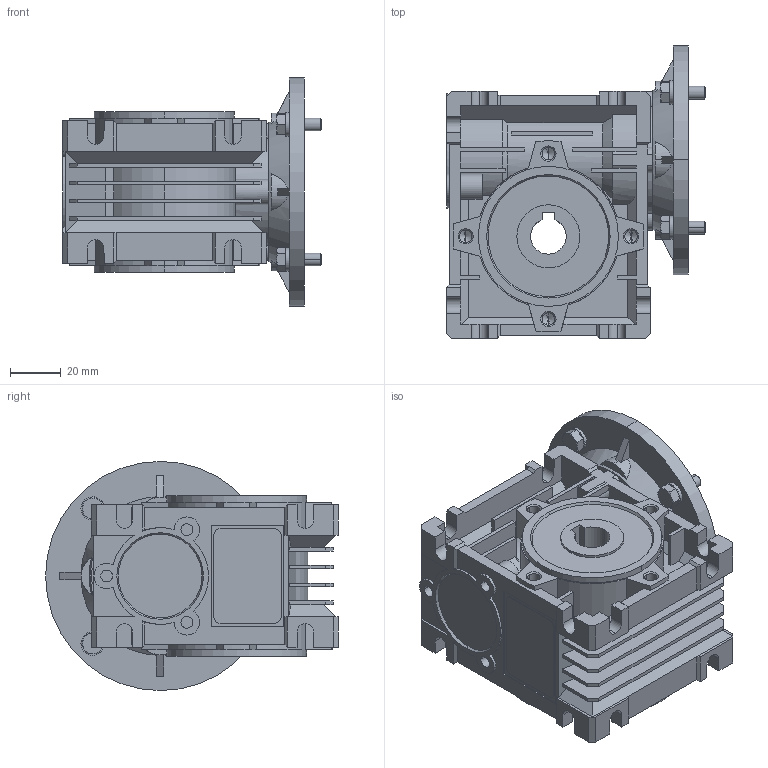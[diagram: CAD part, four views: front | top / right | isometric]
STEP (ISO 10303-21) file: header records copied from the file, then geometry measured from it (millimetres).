
FILE_DESCRIPTION (( 'STEP AP203' ), '1' );
FILE_NAME ('WGA-30M-040-63B14.step', '2024-12-18T19:05:07', ( '' ), ( '' ), 'SwSTEP 2.0', 'SolidWorks 2024', '' );
FILE_SCHEMA (( 'CONFIG_CONTROL_DESIGN' ));
Length unit declared in the file: millimetre
Products named in the file (1): WGA-30M-040-63B14
Bounding box: 101.7 x 115 x 90 mm (x, y, z)
Volume: 339639 mm3; surface area: 112960.1 mm2
Topology: 14 solids, 21 shells, 905 faces, 2362 edges, 1518 vertices
Faces by surface type: plane 566, cylinder 239, cone 96, torus 4
Entity records: 28092 total; most frequent: CARTESIAN_POINT 5710, ORIENTED_EDGE 4686, DIRECTION 4594, EDGE_CURVE 2343, VECTOR 1566, LINE 1566, VERTEX_POINT 1518, AXIS2_PLACEMENT_3D 1514
